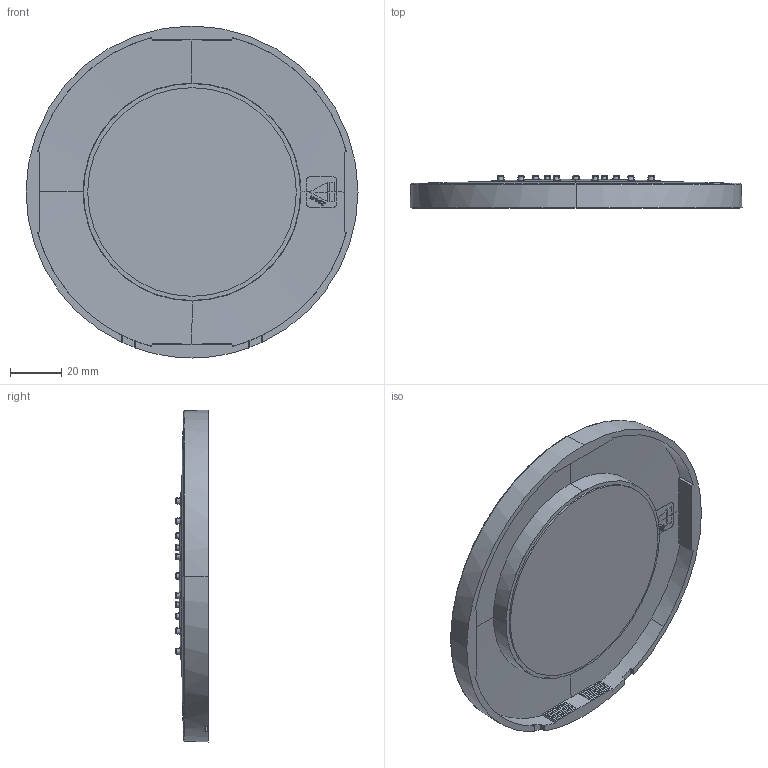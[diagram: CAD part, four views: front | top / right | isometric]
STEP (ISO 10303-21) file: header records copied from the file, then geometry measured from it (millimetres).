
FILE_DESCRIPTION((''),'2;1');
FILE_NAME('ZSOF120CR','2021-04-12T13:52:56',('ut3'),('PAFFONI SpA'),'CREO PARAMETRIC BY PTC INC, 2020044','CREO PARAMETRIC BY PTC INC, 2020044','');
FILE_SCHEMA(('CONFIG_CONTROL_DESIGN','SHAPE_APPEARANCE_LAYERS_GROUPS'));
Length unit declared in the file: millimetre
Products named in the file (1): ZSOF120CR
Bounding box: 130 x 12.56 x 130 mm (x, y, z)
Volume: 84746.4 mm3; surface area: 43290.2 mm2
Topology: 1 solids, 1 shells, 677 faces, 1835 edges, 1177 vertices
Faces by surface type: plane 327, torus 174, cone 88, sphere 42, cylinder 28, bspline 18
Entity records: 34435 total; most frequent: CARTESIAN_POINT 12476, DIRECTION 3750, ORIENTED_EDGE 3650, EDGE_CURVE 1825, AXIS2_PLACEMENT_3D 1580, VERTEX_POINT 1177, CIRCLE 921, EDGE_LOOP 718
